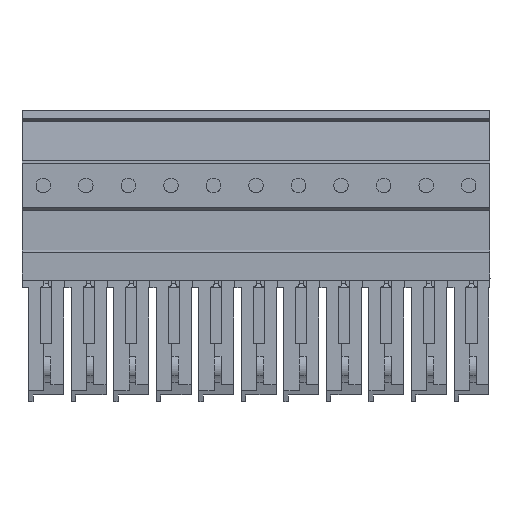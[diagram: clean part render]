
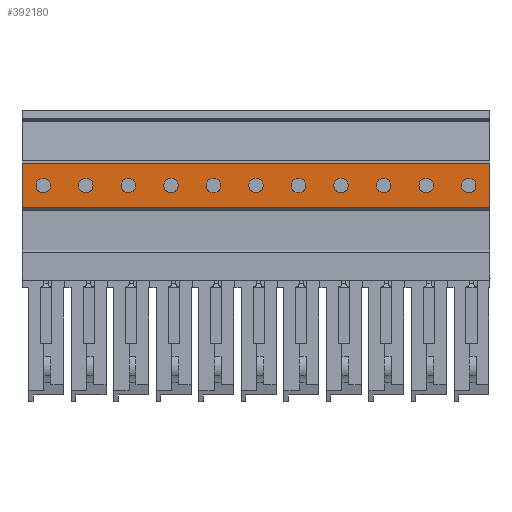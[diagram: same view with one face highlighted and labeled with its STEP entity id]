
A CAD part, front view. The second image highlights one B-rep face of the part: STEP entity #392180.
In plain terms, the highlighted face is planar.
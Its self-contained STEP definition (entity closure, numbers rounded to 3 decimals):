
#920=CARTESIAN_POINT('',(9.446,-6.818,
63.05));
#930=VERTEX_POINT('',#920);
#960=CARTESIAN_POINT('',(9.248,-0.905,
63.05));
#970=DIRECTION('',(0.034,-0.999,
0.));
#980=VECTOR('',#970,1.);
#990=LINE('',#960,#980);
#1000=CARTESIAN_POINT('',(9.66,-13.197,
63.05));
#1010=VERTEX_POINT('',#1000);
#1020=EDGE_CURVE('',#930,#1010,#990,.T.);
#364010=CARTESIAN_POINT('',(9.66,-13.197,
-4.6));
#364020=VERTEX_POINT('',#364010);
#364050=CARTESIAN_POINT('',(9.218,0.,
-4.6));
#364060=DIRECTION('',(-0.034,0.999,
0.));
#364070=VECTOR('',#364060,1.);
#364080=LINE('',#364050,#364070);
#364090=CARTESIAN_POINT('',(9.446,-6.818,
-4.6));
#364100=VERTEX_POINT('',#364090);
#364110=EDGE_CURVE('',#364020,#364100,#364080,.T.);
#390190=CARTESIAN_POINT('',(9.66,-13.197,
49.2));
#390200=DIRECTION('',(0.,0.,1.));
#390210=VECTOR('',#390200,1.);
#390220=LINE('',#390190,#390210);
#390230=EDGE_CURVE('',#364020,#1010,#390220,.T.);
#390370=CARTESIAN_POINT('',(9.454,-7.049,
50.75));
#390380=DIRECTION('',(-0.999,-0.034,
0.));
#390390=DIRECTION('',(-0.034,0.999,
0.));
#390400=AXIS2_PLACEMENT_3D('',#390370,#390380,#390390);
#390410=PLANE('',#390400);
#390420=CARTESIAN_POINT('',(9.553,-10.,
47.675));
#390430=DIRECTION('',(0.999,0.034,
0.));
#390440=DIRECTION('',(0.,0.,1.));
#390450=AXIS2_PLACEMENT_3D('',#390420,#390430,#390440);
#390460=CIRCLE('',#390450,1.05);
#390470=CARTESIAN_POINT('',(9.553,-10.,
48.725));
#390480=VERTEX_POINT('',#390470);
#390490=CARTESIAN_POINT('',(9.553,-10.,
46.625));
#390500=VERTEX_POINT('',#390490);
#390510=EDGE_CURVE('',#390480,#390500,#390460,.T.);
#390520=ORIENTED_EDGE('',*,*,#390510,.F.);
#390530=EDGE_CURVE('',#390500,#390480,#390460,.T.);
#390540=ORIENTED_EDGE('',*,*,#390530,.F.);
#390550=EDGE_LOOP('',(#390540,#390520));
#390560=FACE_BOUND('',#390550,.T.);
#390570=ORIENTED_EDGE('',*,*,#1020,.T.);
#390580=CARTESIAN_POINT('',(9.446,-6.818,
49.2));
#390590=DIRECTION('',(0.,0.,1.));
#390600=VECTOR('',#390590,1.);
#390610=LINE('',#390580,#390600);
#390620=EDGE_CURVE('',#364100,#930,#390610,.T.);
#390630=ORIENTED_EDGE('',*,*,#390620,.T.);
#390640=ORIENTED_EDGE('',*,*,#364110,.T.);
#390650=ORIENTED_EDGE('',*,*,#390230,.F.);
#390660=EDGE_LOOP('',(#390650,#390640,#390630,#390570));
#390670=FACE_OUTER_BOUND('',#390660,.T.);
#390680=CARTESIAN_POINT('',(9.553,-10.,
41.525));
#390690=DIRECTION('',(0.999,0.034,
0.));
#390700=DIRECTION('',(0.,0.,1.));
#390710=AXIS2_PLACEMENT_3D('',#390680,#390690,#390700);
#390720=CIRCLE('',#390710,1.05);
#390730=CARTESIAN_POINT('',(9.553,-10.,
42.575));
#390740=VERTEX_POINT('',#390730);
#390750=CARTESIAN_POINT('',(9.553,-10.,
40.475));
#390760=VERTEX_POINT('',#390750);
#390770=EDGE_CURVE('',#390740,#390760,#390720,.T.);
#390780=ORIENTED_EDGE('',*,*,#390770,.F.);
#390790=EDGE_CURVE('',#390760,#390740,#390720,.T.);
#390800=ORIENTED_EDGE('',*,*,#390790,.F.);
#390810=EDGE_LOOP('',(#390800,#390780));
#390820=FACE_BOUND('',#390810,.T.);
#390830=CARTESIAN_POINT('',(9.553,-10.,
35.375));
#390840=DIRECTION('',(0.999,0.034,
0.));
#390850=DIRECTION('',(0.,0.,1.));
#390860=AXIS2_PLACEMENT_3D('',#390830,#390840,#390850);
#390870=CIRCLE('',#390860,1.05);
#390880=CARTESIAN_POINT('',(9.553,-10.,
36.425));
#390890=VERTEX_POINT('',#390880);
#390900=CARTESIAN_POINT('',(9.553,-10.,
34.325));
#390910=VERTEX_POINT('',#390900);
#390920=EDGE_CURVE('',#390890,#390910,#390870,.T.);
#390930=ORIENTED_EDGE('',*,*,#390920,.F.);
#390940=EDGE_CURVE('',#390910,#390890,#390870,.T.);
#390950=ORIENTED_EDGE('',*,*,#390940,.F.);
#390960=EDGE_LOOP('',(#390950,#390930));
#390970=FACE_BOUND('',#390960,.T.);
#390980=CARTESIAN_POINT('',(9.553,-10.,
29.225));
#390990=DIRECTION('',(0.999,0.034,
0.));
#391000=DIRECTION('',(0.,0.,1.));
#391010=AXIS2_PLACEMENT_3D('',#390980,#390990,#391000);
#391020=CIRCLE('',#391010,1.05);
#391030=CARTESIAN_POINT('',(9.553,-10.,
30.275));
#391040=VERTEX_POINT('',#391030);
#391050=CARTESIAN_POINT('',(9.553,-10.,
28.175));
#391060=VERTEX_POINT('',#391050);
#391070=EDGE_CURVE('',#391040,#391060,#391020,.T.);
#391080=ORIENTED_EDGE('',*,*,#391070,.F.);
#391090=EDGE_CURVE('',#391060,#391040,#391020,.T.);
#391100=ORIENTED_EDGE('',*,*,#391090,.F.);
#391110=EDGE_LOOP('',(#391100,#391080));
#391120=FACE_BOUND('',#391110,.T.);
#391130=CARTESIAN_POINT('',(9.553,-10.,
59.975));
#391140=DIRECTION('',(0.999,0.034,
0.));
#391150=DIRECTION('',(0.,0.,1.));
#391160=AXIS2_PLACEMENT_3D('',#391130,#391140,#391150);
#391170=CIRCLE('',#391160,1.05);
#391180=CARTESIAN_POINT('',(9.553,-10.,
61.025));
#391190=VERTEX_POINT('',#391180);
#391200=CARTESIAN_POINT('',(9.553,-10.,
58.925));
#391210=VERTEX_POINT('',#391200);
#391220=EDGE_CURVE('',#391190,#391210,#391170,.T.);
#391230=ORIENTED_EDGE('',*,*,#391220,.F.);
#391240=EDGE_CURVE('',#391210,#391190,#391170,.T.);
#391250=ORIENTED_EDGE('',*,*,#391240,.F.);
#391260=EDGE_LOOP('',(#391250,#391230));
#391270=FACE_BOUND('',#391260,.T.);
#391280=CARTESIAN_POINT('',(9.553,-10.,
53.825));
#391290=DIRECTION('',(0.999,0.034,
0.));
#391300=DIRECTION('',(0.,0.,1.));
#391310=AXIS2_PLACEMENT_3D('',#391280,#391290,#391300);
#391320=CIRCLE('',#391310,1.05);
#391330=CARTESIAN_POINT('',(9.553,-10.,
54.875));
#391340=VERTEX_POINT('',#391330);
#391350=CARTESIAN_POINT('',(9.553,-10.,
52.775));
#391360=VERTEX_POINT('',#391350);
#391370=EDGE_CURVE('',#391340,#391360,#391320,.T.);
#391380=ORIENTED_EDGE('',*,*,#391370,.F.);
#391390=EDGE_CURVE('',#391360,#391340,#391320,.T.);
#391400=ORIENTED_EDGE('',*,*,#391390,.F.);
#391410=EDGE_LOOP('',(#391400,#391380));
#391420=FACE_BOUND('',#391410,.T.);
#391430=CARTESIAN_POINT('',(9.553,-10.,
23.075));
#391440=DIRECTION('',(0.999,0.034,
0.));
#391450=DIRECTION('',(0.,0.,1.));
#391460=AXIS2_PLACEMENT_3D('',#391430,#391440,#391450);
#391470=CIRCLE('',#391460,1.05);
#391480=CARTESIAN_POINT('',(9.553,-10.,
24.125));
#391490=VERTEX_POINT('',#391480);
#391500=CARTESIAN_POINT('',(9.553,-10.,
22.025));
#391510=VERTEX_POINT('',#391500);
#391520=EDGE_CURVE('',#391490,#391510,#391470,.T.);
#391530=ORIENTED_EDGE('',*,*,#391520,.F.);
#391540=EDGE_CURVE('',#391510,#391490,#391470,.T.);
#391550=ORIENTED_EDGE('',*,*,#391540,.F.);
#391560=EDGE_LOOP('',(#391550,#391530));
#391570=FACE_BOUND('',#391560,.T.);
#391580=CARTESIAN_POINT('',(9.553,-10.,
16.925));
#391590=DIRECTION('',(0.999,0.034,
0.));
#391600=DIRECTION('',(0.,0.,1.));
#391610=AXIS2_PLACEMENT_3D('',#391580,#391590,#391600);
#391620=CIRCLE('',#391610,1.05);
#391630=CARTESIAN_POINT('',(9.553,-10.,
17.975));
#391640=VERTEX_POINT('',#391630);
#391650=CARTESIAN_POINT('',(9.553,-10.,
15.875));
#391660=VERTEX_POINT('',#391650);
#391670=EDGE_CURVE('',#391640,#391660,#391620,.T.);
#391680=ORIENTED_EDGE('',*,*,#391670,.F.);
#391690=EDGE_CURVE('',#391660,#391640,#391620,.T.);
#391700=ORIENTED_EDGE('',*,*,#391690,.F.);
#391710=EDGE_LOOP('',(#391700,#391680));
#391720=FACE_BOUND('',#391710,.T.);
#391730=CARTESIAN_POINT('',(9.553,-10.,
10.775));
#391740=DIRECTION('',(0.999,0.034,
0.));
#391750=DIRECTION('',(0.,0.,1.));
#391760=AXIS2_PLACEMENT_3D('',#391730,#391740,#391750);
#391770=CIRCLE('',#391760,1.05);
#391780=CARTESIAN_POINT('',(9.553,-10.,
11.825));
#391790=VERTEX_POINT('',#391780);
#391800=CARTESIAN_POINT('',(9.553,-10.,
9.725));
#391810=VERTEX_POINT('',#391800);
#391820=EDGE_CURVE('',#391790,#391810,#391770,.T.);
#391830=ORIENTED_EDGE('',*,*,#391820,.F.);
#391840=EDGE_CURVE('',#391810,#391790,#391770,.T.);
#391850=ORIENTED_EDGE('',*,*,#391840,.F.);
#391860=EDGE_LOOP('',(#391850,#391830));
#391870=FACE_BOUND('',#391860,.T.);
#391880=CARTESIAN_POINT('',(9.553,-10.,
4.625));
#391890=DIRECTION('',(0.999,0.034,
0.));
#391900=DIRECTION('',(0.,0.,1.));
#391910=AXIS2_PLACEMENT_3D('',#391880,#391890,#391900);
#391920=CIRCLE('',#391910,1.05);
#391930=CARTESIAN_POINT('',(9.553,-10.,
5.675));
#391940=VERTEX_POINT('',#391930);
#391950=CARTESIAN_POINT('',(9.553,-10.,
3.575));
#391960=VERTEX_POINT('',#391950);
#391970=EDGE_CURVE('',#391940,#391960,#391920,.T.);
#391980=ORIENTED_EDGE('',*,*,#391970,.F.);
#391990=EDGE_CURVE('',#391960,#391940,#391920,.T.);
#392000=ORIENTED_EDGE('',*,*,#391990,.F.);
#392010=EDGE_LOOP('',(#392000,#391980));
#392020=FACE_BOUND('',#392010,.T.);
#392030=CARTESIAN_POINT('',(9.553,-10.,
-1.525));
#392040=DIRECTION('',(0.999,0.034,
0.));
#392050=DIRECTION('',(0.,0.,1.));
#392060=AXIS2_PLACEMENT_3D('',#392030,#392040,#392050);
#392070=CIRCLE('',#392060,1.05);
#392080=CARTESIAN_POINT('',(9.553,-10.,
-0.475));
#392090=VERTEX_POINT('',#392080);
#392100=CARTESIAN_POINT('',(9.553,-10.,
-2.575));
#392110=VERTEX_POINT('',#392100);
#392120=EDGE_CURVE('',#392090,#392110,#392070,.T.);
#392130=ORIENTED_EDGE('',*,*,#392120,.F.);
#392140=EDGE_CURVE('',#392110,#392090,#392070,.T.);
#392150=ORIENTED_EDGE('',*,*,#392140,.F.);
#392160=EDGE_LOOP('',(#392150,#392130));
#392170=FACE_BOUND('',#392160,.T.);
#392180=ADVANCED_FACE('',(#390560,#390670,#390820,#390970,#391120,
#391270,#391420,#391570,#391720,#391870,#392020,#392170),#390410,.F.);
